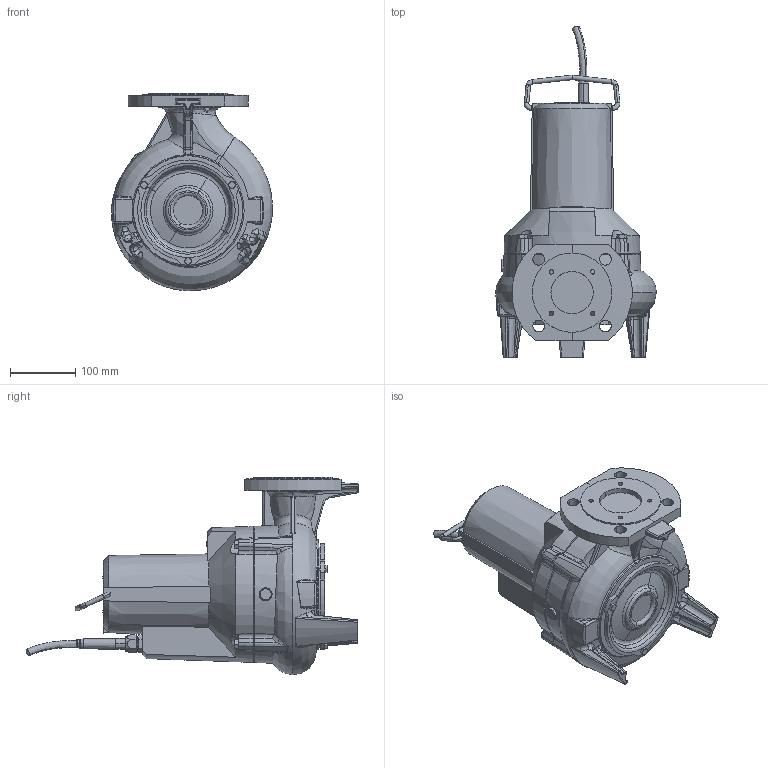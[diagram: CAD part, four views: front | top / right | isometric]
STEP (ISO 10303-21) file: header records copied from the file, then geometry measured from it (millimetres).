
FILE_DESCRIPTION (( 'STEP AP214' ), '1' );
FILE_NAME ('4.93.563.03swa00.step', '2021-08-03T13:32:33', ( '' ), ( '' ), 'SwSTEP 2.0', 'SolidWorks 2020', '' );
FILE_SCHEMA (( 'AUTOMOTIVE_DESIGN' ));
Length unit declared in the file: millimetre
Products named in the file (4): 4.93.563.03swa00; 3_65_186_Ø45_SEMPLIFICATO; Copia di 58602^4.93.563.03swa00; 1_65_083_SEMPLIFICATO
Assembly tree (3 placements, depth 2):
  4.93.563.03swa00
    Copia di 58602^4.93.563.03swa00
    1_65_083_SEMPLIFICATO
    3_65_186_Ø45_SEMPLIFICATO
Bounding box: 247.18 x 510.03 x 303.53 mm (x, y, z)
Volume: 9297450.2 mm3; surface area: 502204.6 mm2
Topology: 14 solids, 14 shells, 838 faces, 2113 edges, 1328 vertices
Faces by surface type: bspline 297, plane 222, cylinder 175, cone 128, torus 16
Entity records: 71647 total; most frequent: CARTESIAN_POINT 53854, ORIENTED_EDGE 4192, DIRECTION 2483, EDGE_CURVE 2096, VERTEX_POINT 1328, B_SPLINE_CURVE_WITH_KNOTS 1118, AXIS2_PLACEMENT_3D 987, EDGE_LOOP 914
